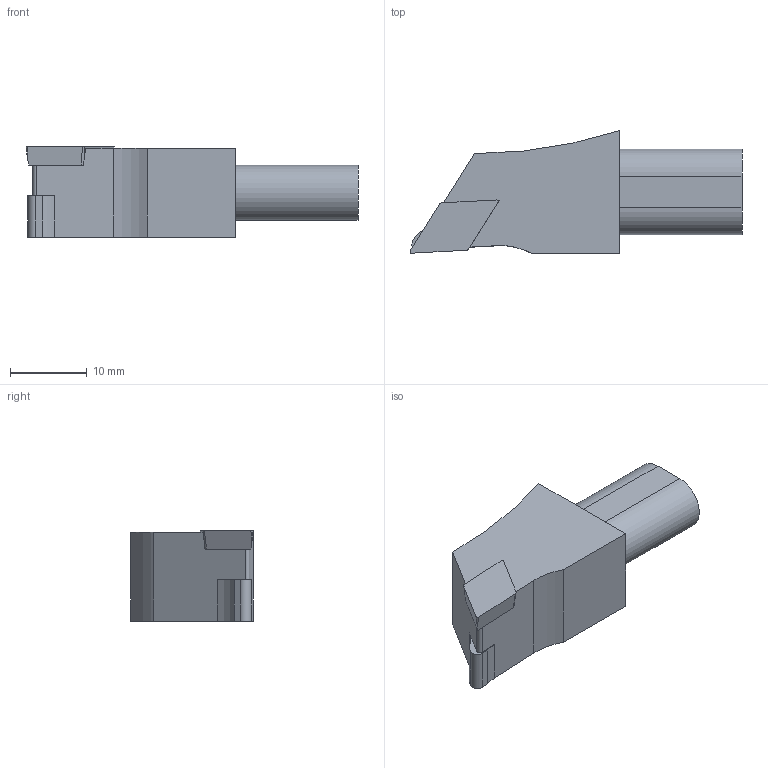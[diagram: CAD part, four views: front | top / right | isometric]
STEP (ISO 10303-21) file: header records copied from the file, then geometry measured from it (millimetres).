
FILE_DESCRIPTION(/* description */ (''),/* implementation_level */ '2;1');
FILE_NAME(/* name */ 'SDJCR-12X43.3-07-H.stp',/* time_stamp */ '2023-11-09T13:44:19+03:00',/* author */ (''),/* organization */ (''),/* preprocessor_version */ 'ST-DEVELOPER v19.4',/* originating_system */ 'SIEMENS PLM Software NX2306.3001',/* authorisation */ '');
FILE_SCHEMA (('AUTOMOTIVE_DESIGN { 1 0 10303 214 3 1 1 1 }'));
Length unit declared in the file: millimetre
Products named in the file (2): DCGT 070202; SDJCR-12X43.3-07-H
Assembly tree (2 placements, depth 2):
  SDJCR-12X43.3-07-H
    DCGT 070202  x2
Bounding box: 43.31 x 16 x 11.8 mm (x, y, z)
Volume: 5015.1 mm3; surface area: 2636.9 mm2
Topology: 3 solids, 3 shells, 43 faces, 112 edges, 72 vertices
Faces by surface type: plane 27, cylinder 12, cone 4
Entity records: 1068 total; most frequent: DIRECTION 178, CARTESIAN_POINT 176, ORIENTED_EDGE 168, EDGE_CURVE 84, LINE 62, VECTOR 62, AXIS2_PLACEMENT_3D 58, VERTEX_POINT 56
